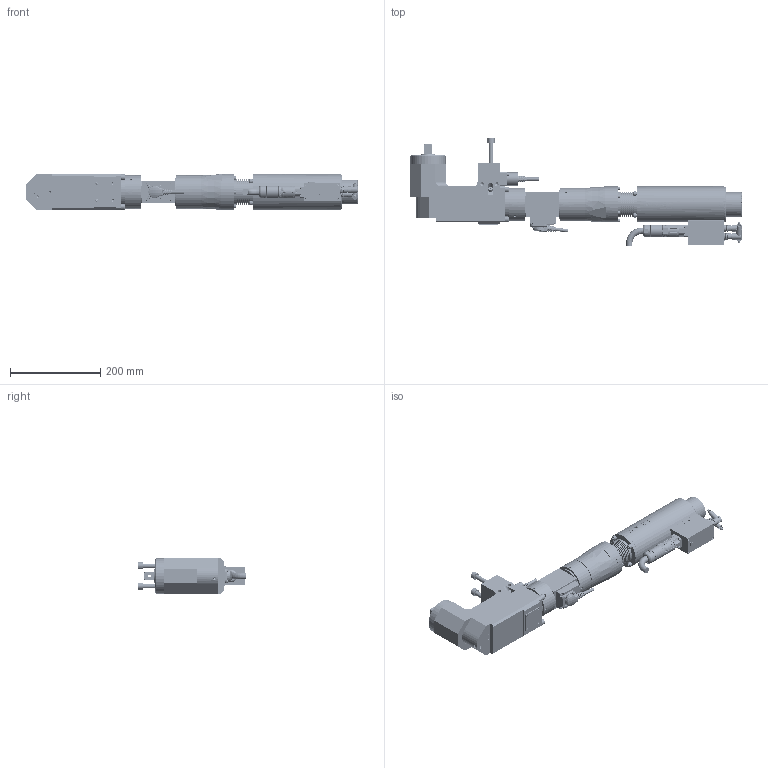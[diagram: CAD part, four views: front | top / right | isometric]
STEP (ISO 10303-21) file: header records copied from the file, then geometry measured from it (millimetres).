
FILE_DESCRIPTION(/* description */ (''),/* implementation_level */ '2;1');
FILE_NAME(/* name */ '3BD300T2A-A_IAM_001.iam.step',/* time_stamp */ '2021-07-22T14:00:22+02:00',/* author */ ('cideon'),/* organization */ (''),/* preprocessor_version */ 'ST-DEVELOPER v17.2',/* originating_system */ 'Autodesk Inventor 2019',/* authorisation */ '');
FILE_SCHEMA (('AUTOMOTIVE_DESIGN { 1 0 10303 214 3 1 1 }'));
Products named in the file (1): Bauteil12
Bounding box: 737.3 x 238.75 x 80.2 mm (x, y, z)
Volume: 3191010.1 mm3; surface area: 613247.1 mm2
Topology: 3 solids, 3 shells, 6000 faces, 16986 edges, 11192 vertices
Faces by surface type: plane 3356, cylinder 1588, cone 414, torus 319, bspline 304, sphere 19
Full cylindrical faces by diameter (mm): 0.434 x4, 0.6 x22, 0.8 x2, 1.5 x2, 1.6 x1, 1.83 x4, 1.9 x2, 2.1 x4, 2.5 x10, 2.8 x2, 3 x4, 3.2 x4, 3.3 x4, 3.4 x4, 3.5 x1, 4 x11, 4.02 x2, 4.5 x9, 5 x9, 5.1 x1, 5.2 x3, 5.5 x12, 5.6 x6, 5.9 x4, 6 x21, 6.2 x1, 6.3 x2, 6.4 x4, 6.6 x5, 6.8 x2
Entity records: 259538 total; most frequent: CARTESIAN_POINT 98987, ORIENTED_EDGE 33888, DIRECTION 32236, EDGE_CURVE 16944, AXIS2_PLACEMENT_3D 12032, VERTEX_POINT 11191, LINE 8172, VECTOR 8172
